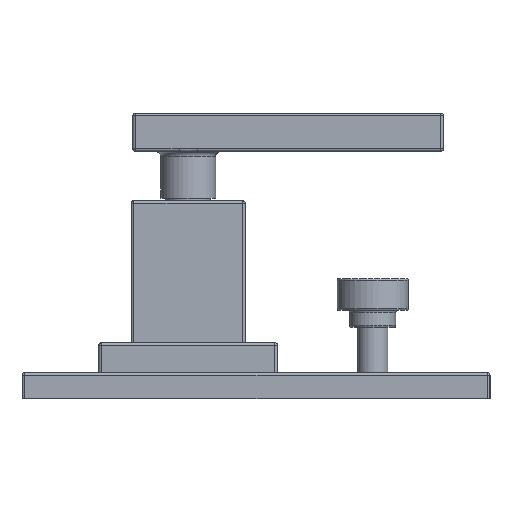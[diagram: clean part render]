
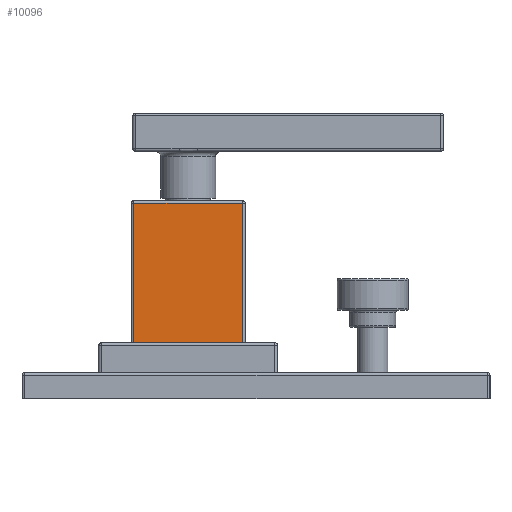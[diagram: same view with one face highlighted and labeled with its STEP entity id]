
A CAD part, left-side view. The second image highlights one B-rep face of the part: STEP entity #10096.
In plain terms, the highlighted planar face has unit normal (-1, 0, 0).
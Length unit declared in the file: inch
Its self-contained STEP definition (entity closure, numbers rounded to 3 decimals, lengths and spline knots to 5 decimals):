
#3839=DIRECTION('',(0.,-1.,0.));
#3840=VECTOR('',#3839,1.28);
#3841=CARTESIAN_POINT('',(-0.58,1.437,0.66));
#3842=LINE('',#3841,#3840);
#3932=DIRECTION('',(0.,0.,-1.));
#3933=VECTOR('',#3932,1.64);
#3934=CARTESIAN_POINT('',(-0.58,1.437,2.3));
#3935=LINE('',#3934,#3933);
#3936=DIRECTION('',(0.,-1.,0.));
#3937=VECTOR('',#3936,1.28);
#3938=CARTESIAN_POINT('',(-0.58,1.437,2.3));
#3939=LINE('',#3938,#3937);
#3940=DIRECTION('',(0.,0.,-1.));
#3941=VECTOR('',#3940,1.64);
#3942=CARTESIAN_POINT('',(-0.58,0.157,2.3));
#3943=LINE('',#3942,#3941);
#5118=CARTESIAN_POINT('',(-0.58,1.437,2.3));
#5119=CARTESIAN_POINT('',(-0.58,0.157,2.3));
#5120=VERTEX_POINT('',#5118);
#5121=VERTEX_POINT('',#5119);
#5146=CARTESIAN_POINT('',(-0.58,1.437,0.66));
#5147=CARTESIAN_POINT('',(-0.58,0.157,0.66));
#5148=VERTEX_POINT('',#5146);
#5149=VERTEX_POINT('',#5147);
#10083=CARTESIAN_POINT('',(-0.58,1.467,0.66));
#10084=DIRECTION('',(-1.,0.,0.));
#10085=DIRECTION('',(0.,-1.,0.));
#10086=AXIS2_PLACEMENT_3D('',#10083,#10084,#10085);
#10087=PLANE('',#10086);
#10088=ORIENTED_EDGE('',*,*,#9909,.F.);
#10090=ORIENTED_EDGE('',*,*,#10089,.F.);
#10092=ORIENTED_EDGE('',*,*,#10091,.T.);
#10093=ORIENTED_EDGE('',*,*,#10075,.T.);
#10094=EDGE_LOOP('',(#10088,#10090,#10092,#10093));
#10095=FACE_OUTER_BOUND('',#10094,.F.);
#10096=ADVANCED_FACE('',(#10095),#10087,.T.);
#9909=EDGE_CURVE('',#5148,#5149,#3842,.T.);
#10075=EDGE_CURVE('',#5121,#5149,#3943,.T.);
#10089=EDGE_CURVE('',#5120,#5148,#3935,.T.);
#10091=EDGE_CURVE('',#5120,#5121,#3939,.T.);
